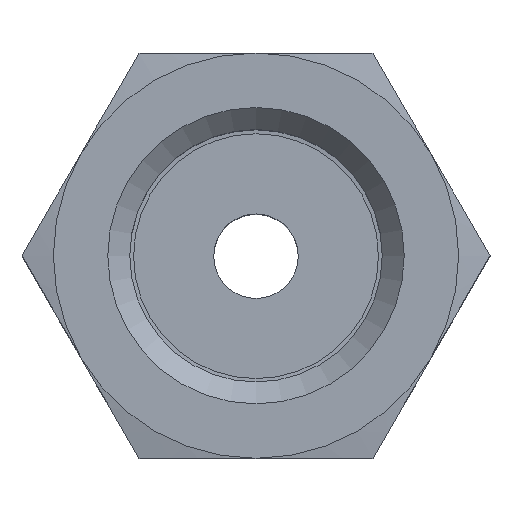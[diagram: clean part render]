
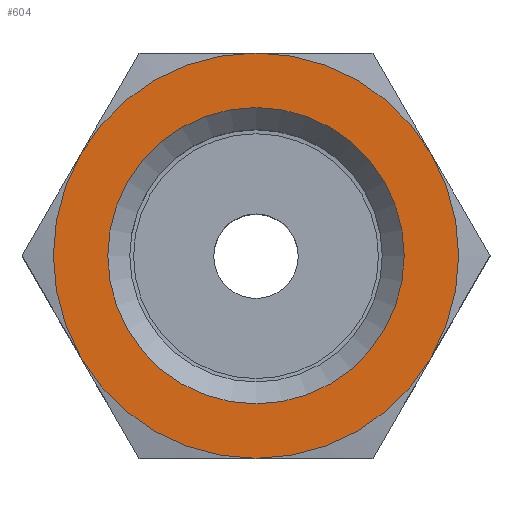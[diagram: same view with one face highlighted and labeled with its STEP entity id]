
A CAD part, top view. The second image highlights one B-rep face of the part: STEP entity #604.
In plain terms, the highlighted planar face has unit normal (0, 0, 1).
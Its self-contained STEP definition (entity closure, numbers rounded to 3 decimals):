
#58=PLANE('',#684);
#109=FACE_BOUND('',#220,.T.);
#155=FACE_OUTER_BOUND('',#219,.T.);
#219=EDGE_LOOP('',(#506,#507,#508,#509,#510,#511));
#220=EDGE_LOOP('',(#512));
#266=CIRCLE('',#650,12.);
#267=CIRCLE('',#652,12.);
#268=CIRCLE('',#654,12.);
#269=CIRCLE('',#656,12.);
#270=CIRCLE('',#658,12.);
#271=CIRCLE('',#660,12.);
#281=CIRCLE('',#682,8.775);
#315=VERTEX_POINT('',#987);
#316=VERTEX_POINT('',#991);
#318=VERTEX_POINT('',#998);
#320=VERTEX_POINT('',#1008);
#322=VERTEX_POINT('',#1021);
#324=VERTEX_POINT('',#1031);
#335=VERTEX_POINT('',#1079);
#376=EDGE_CURVE('',#315,#316,#266,.T.);
#379=EDGE_CURVE('',#318,#315,#267,.T.);
#382=EDGE_CURVE('',#320,#318,#268,.T.);
#384=EDGE_CURVE('',#322,#320,#269,.T.);
#387=EDGE_CURVE('',#324,#322,#270,.T.);
#390=EDGE_CURVE('',#316,#324,#271,.T.);
#405=EDGE_CURVE('',#335,#335,#281,.T.);
#506=ORIENTED_EDGE('',*,*,#390,.T.);
#507=ORIENTED_EDGE('',*,*,#387,.T.);
#508=ORIENTED_EDGE('',*,*,#384,.T.);
#509=ORIENTED_EDGE('',*,*,#382,.T.);
#510=ORIENTED_EDGE('',*,*,#379,.T.);
#511=ORIENTED_EDGE('',*,*,#376,.T.);
#512=ORIENTED_EDGE('',*,*,#405,.F.);
#604=ADVANCED_FACE('',(#155,#109),#58,.T.);
#650=AXIS2_PLACEMENT_3D('',#995,#767,#768);
#652=AXIS2_PLACEMENT_3D('',#1005,#771,#772);
#654=AXIS2_PLACEMENT_3D('',#1015,#775,#776);
#656=AXIS2_PLACEMENT_3D('',#1022,#779,#780);
#658=AXIS2_PLACEMENT_3D('',#1032,#783,#784);
#660=AXIS2_PLACEMENT_3D('',#1041,#787,#788);
#682=AXIS2_PLACEMENT_3D('',#1080,#835,#836);
#684=AXIS2_PLACEMENT_3D('',#1082,#839,#840);
#767=DIRECTION('center_axis',(0.,0.,1.));
#768=DIRECTION('ref_axis',(0.,-1.,0.));
#771=DIRECTION('center_axis',(0.,0.,1.));
#772=DIRECTION('ref_axis',(0.,-1.,0.));
#775=DIRECTION('center_axis',(0.,0.,1.));
#776=DIRECTION('ref_axis',(0.,-1.,0.));
#779=DIRECTION('center_axis',(0.,0.,1.));
#780=DIRECTION('ref_axis',(0.,-1.,0.));
#783=DIRECTION('center_axis',(0.,0.,1.));
#784=DIRECTION('ref_axis',(0.,-1.,0.));
#787=DIRECTION('center_axis',(0.,0.,1.));
#788=DIRECTION('ref_axis',(0.,-1.,0.));
#835=DIRECTION('center_axis',(0.,0.,1.));
#836=DIRECTION('ref_axis',(0.,-1.,0.));
#839=DIRECTION('center_axis',(0.,0.,1.));
#840=DIRECTION('ref_axis',(1.,0.,0.));
#987=CARTESIAN_POINT('',(10.392,6.,36.));
#991=CARTESIAN_POINT('',(0.,12.,36.));
#995=CARTESIAN_POINT('Origin',(0.,0.,36.));
#998=CARTESIAN_POINT('',(10.392,-6.,36.));
#1005=CARTESIAN_POINT('Origin',(0.,0.,36.));
#1008=CARTESIAN_POINT('',(0.,-12.,36.));
#1015=CARTESIAN_POINT('Origin',(0.,0.,36.));
#1021=CARTESIAN_POINT('',(-10.392,-6.,36.));
#1022=CARTESIAN_POINT('Origin',(0.,0.,36.));
#1031=CARTESIAN_POINT('',(-10.392,6.,36.));
#1032=CARTESIAN_POINT('Origin',(0.,0.,36.));
#1041=CARTESIAN_POINT('Origin',(0.,0.,36.));
#1079=CARTESIAN_POINT('',(0.,8.775,36.));
#1080=CARTESIAN_POINT('Origin',(0.,0.,36.));
#1082=CARTESIAN_POINT('Origin',(0.,0.,36.));
